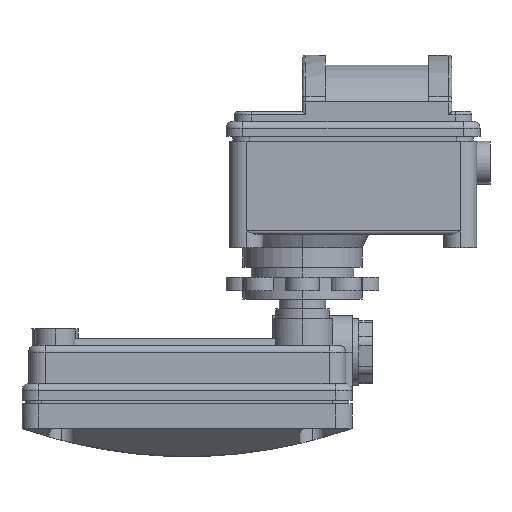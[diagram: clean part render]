
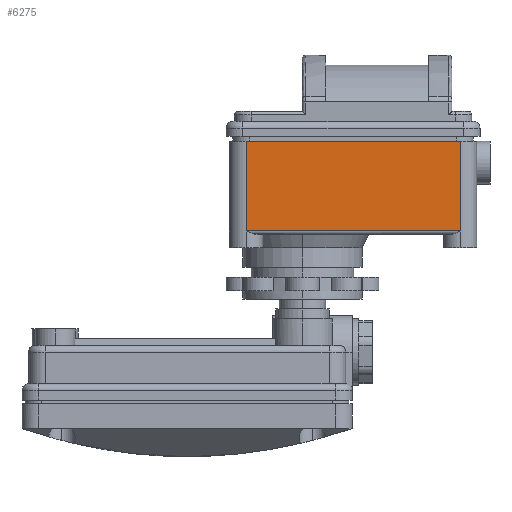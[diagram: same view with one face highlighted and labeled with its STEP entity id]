
A CAD part, left-side view. The second image highlights one B-rep face of the part: STEP entity #6275.
In plain terms, the highlighted planar face has unit normal (-1, 0, 0).
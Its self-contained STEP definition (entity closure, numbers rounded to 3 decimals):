
#490 = DIRECTION ( 'NONE',  ( 0., 0., 1. ) ) ;
#848 = FACE_OUTER_BOUND ( 'NONE', #1855, .T. ) ;
#1188 = VERTEX_POINT ( 'NONE', #6008 ) ;
#1471 = LINE ( 'NONE', #3521, #5330 ) ;
#1597 = VERTEX_POINT ( 'NONE', #4218 ) ;
#1704 = VECTOR ( 'NONE', #2058, 1000. ) ;
#1855 = EDGE_LOOP ( 'NONE', ( #13884, #9792, #3913, #6852 ) ) ;
#2058 = DIRECTION ( 'NONE',  ( 0., -1., 0. ) ) ;
#2277 = EDGE_CURVE ( 'NONE', #1188, #14052, #1471, .T. ) ;
#2387 = DIRECTION ( 'NONE',  ( 0., 0., -1. ) ) ;
#2392 = DIRECTION ( 'NONE',  ( 0., 1., 0. ) ) ;
#3521 = CARTESIAN_POINT ( 'NONE',  ( -44.25, 32.25, -14. ) ) ;
#3913 = ORIENTED_EDGE ( 'NONE', *, *, #13280, .T. ) ;
#3988 = CARTESIAN_POINT ( 'NONE',  ( -44.25, -37.25, 14. ) ) ;
#4218 = CARTESIAN_POINT ( 'NONE',  ( -44.25, -32.25, 14. ) ) ;
#4835 = CARTESIAN_POINT ( 'NONE',  ( -44.25, -32.25, 14. ) ) ;
#5330 = VECTOR ( 'NONE', #2387, 1000. ) ;
#5650 = LINE ( 'NONE', #12344, #8762 ) ;
#5752 = EDGE_CURVE ( 'NONE', #14052, #12220, #12191, .T. ) ;
#6008 = CARTESIAN_POINT ( 'NONE',  ( -44.25, 32.25, 14. ) ) ;
#6236 = DIRECTION ( 'NONE',  ( 0., 0., 1. ) ) ;
#6275 = ADVANCED_FACE ( 'NONE', ( #848 ), #7450, .T. ) ;
#6852 = ORIENTED_EDGE ( 'NONE', *, *, #8920, .T. ) ;
#7450 = PLANE ( 'NONE',  #12783 ) ;
#8762 = VECTOR ( 'NONE', #2392, 1000. ) ;
#8920 = EDGE_CURVE ( 'NONE', #1597, #1188, #5650, .T. ) ;
#9224 = CARTESIAN_POINT ( 'NONE',  ( -44.25, -32.25, -13. ) ) ;
#9792 = ORIENTED_EDGE ( 'NONE', *, *, #5752, .T. ) ;
#10084 = VECTOR ( 'NONE', #490, 1000. ) ;
#12064 = CARTESIAN_POINT ( 'NONE',  ( -44.25, -37.25, -13. ) ) ;
#12169 = CARTESIAN_POINT ( 'NONE',  ( -44.25, 32.25, -13. ) ) ;
#12191 = LINE ( 'NONE', #12064, #1704 ) ;
#12220 = VERTEX_POINT ( 'NONE', #9224 ) ;
#12344 = CARTESIAN_POINT ( 'NONE',  ( -44.25, -37.25, 14. ) ) ;
#12783 = AXIS2_PLACEMENT_3D ( 'NONE', #3988, #12899, #6236 ) ;
#12899 = DIRECTION ( 'NONE',  ( -1., 0., 0. ) ) ;
#13063 = LINE ( 'NONE', #4835, #10084 ) ;
#13280 = EDGE_CURVE ( 'NONE', #12220, #1597, #13063, .T. ) ;
#13884 = ORIENTED_EDGE ( 'NONE', *, *, #2277, .T. ) ;
#14052 = VERTEX_POINT ( 'NONE', #12169 ) ;
